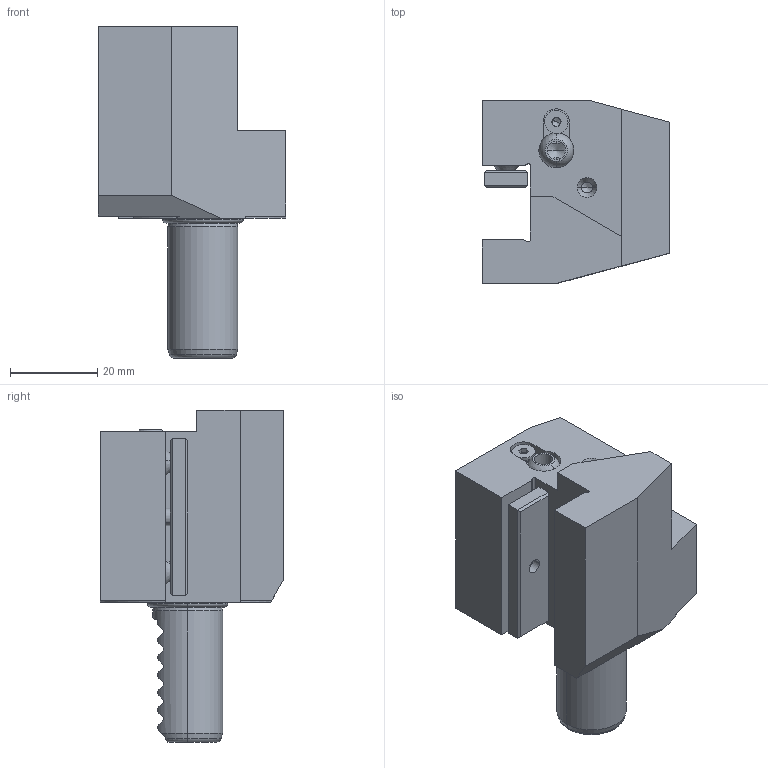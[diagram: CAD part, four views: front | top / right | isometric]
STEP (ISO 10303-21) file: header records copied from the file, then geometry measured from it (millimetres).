
FILE_DESCRIPTION (( 'STEP AP203' ), '1' );
FILE_NAME ('C2-16X12X44.STEP', '2019-07-23T06:51:05', ( '' ), ( '' ), 'SwSTEP 2.0', 'SolidWorks 2017', '' );
FILE_SCHEMA (( 'CONFIG_CONTROL_DESIGN' ));
Length unit declared in the file: millimetre
Products named in the file (1): C2-16X12X44
Bounding box: 43 x 42 x 76 mm (x, y, z)
Volume: 58238.5 mm3; surface area: 16856.6 mm2
Topology: 11 solids, 11 shells, 268 faces, 641 edges, 388 vertices
Faces by surface type: plane 133, cylinder 65, cone 45, torus 21, sphere 2, bspline 2
Entity records: 9047 total; most frequent: CARTESIAN_POINT 2871, DIRECTION 1293, ORIENTED_EDGE 1248, EDGE_CURVE 624, AXIS2_PLACEMENT_3D 471, VERTEX_POINT 385, LINE 351, VECTOR 351
